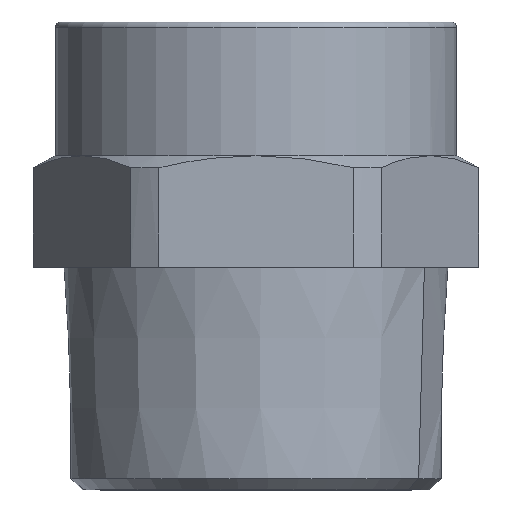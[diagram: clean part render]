
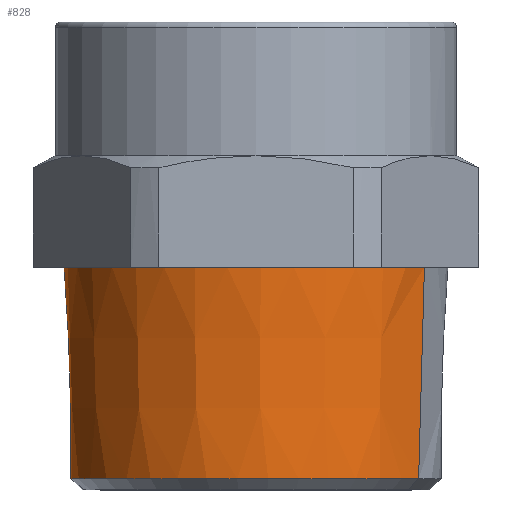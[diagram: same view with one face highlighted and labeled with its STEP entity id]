
A CAD part, left-side view. The second image highlights one B-rep face of the part: STEP entity #828.
In plain terms, the highlighted conical face has half-angle 1.78 degrees and reference radius 16.6 mm.
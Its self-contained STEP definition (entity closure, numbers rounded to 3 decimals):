
#330=AXIS2_PLACEMENT_3D('Circle Axis2P3D',#328,#329,$) ;
#807=AXIS2_PLACEMENT_3D('Cone Axis2P3D',#804,#805,#806) ;
#811=AXIS2_PLACEMENT_3D('Circle Axis2P3D',#809,#810,$) ;
#818=AXIS2_PLACEMENT_3D('Circle Axis2P3D',#816,#817,$) ;
#323=CARTESIAN_POINT('Vertex',(26.256,35.113,20.)) ;
#325=CARTESIAN_POINT('Vertex',(9.744,4.887,20.)) ;
#328=CARTESIAN_POINT('Axis2P3D Location',(18.,20.,20.)) ;
#778=CARTESIAN_POINT('Line Origine',(7467.905,13656.959,499491.652)) ;
#782=CARTESIAN_POINT('Vertex',(25.973,34.595,1.)) ;
#785=CARTESIAN_POINT('Line Origine',(-7431.905,-13616.959,499491.652)) ;
#789=CARTESIAN_POINT('Vertex',(10.027,5.405,1.)) ;
#804=CARTESIAN_POINT('Axis2P3D Location',(18.,20.,0.)) ;
#809=CARTESIAN_POINT('Axis2P3D Location',(18.,20.,1.)) ;
#813=CARTESIAN_POINT('Vertex',(15.872,36.494,1.)) ;
#816=CARTESIAN_POINT('Axis2P3D Location',(18.,20.,1.)) ;
#329=DIRECTION('Axis2P3D Direction',(0.,0.,-1.)) ;
#779=DIRECTION('Vector Direction',(0.015,0.027,1.)) ;
#786=DIRECTION('Vector Direction',(-0.015,-0.027,1.)) ;
#805=DIRECTION('Axis2P3D Direction',(0.,0.,1.)) ;
#806=DIRECTION('Axis2P3D XDirection',(0.479,0.878,0.)) ;
#810=DIRECTION('Axis2P3D Direction',(0.,0.,1.)) ;
#817=DIRECTION('Axis2P3D Direction',(0.,0.,1.)) ;
#780=VECTOR('Line Direction',#779,1.) ;
#787=VECTOR('Line Direction',#786,1.) ;
#822=ORIENTED_EDGE('',*,*,#791,.F.) ;
#823=ORIENTED_EDGE('',*,*,#332,.T.) ;
#824=ORIENTED_EDGE('',*,*,#784,.T.) ;
#825=ORIENTED_EDGE('',*,*,#815,.F.) ;
#826=ORIENTED_EDGE('',*,*,#820,.F.) ;
#828=ADVANCED_FACE('PartBody',(#827),#808,.T.) ;
#331=CIRCLE('generated circle',#330,17.222) ;
#812=CIRCLE('generated circle',#811,16.631) ;
#819=CIRCLE('generated circle',#818,16.631) ;
#808=CONICAL_SURFACE('Cone',#807,16.6,0.031) ;
#332=EDGE_CURVE('',#326,#324,#331,.T.) ;
#784=EDGE_CURVE('',#324,#783,#781,.F.) ;
#791=EDGE_CURVE('',#326,#790,#788,.F.) ;
#815=EDGE_CURVE('',#814,#783,#812,.F.) ;
#820=EDGE_CURVE('',#790,#814,#819,.F.) ;
#821=EDGE_LOOP('',(#822,#823,#824,#825,#826)) ;
#827=FACE_OUTER_BOUND('',#821,.T.) ;
#781=LINE('Line',#778,#780) ;
#788=LINE('Line',#785,#787) ;
#324=VERTEX_POINT('',#323) ;
#326=VERTEX_POINT('',#325) ;
#783=VERTEX_POINT('',#782) ;
#790=VERTEX_POINT('',#789) ;
#814=VERTEX_POINT('',#813) ;
